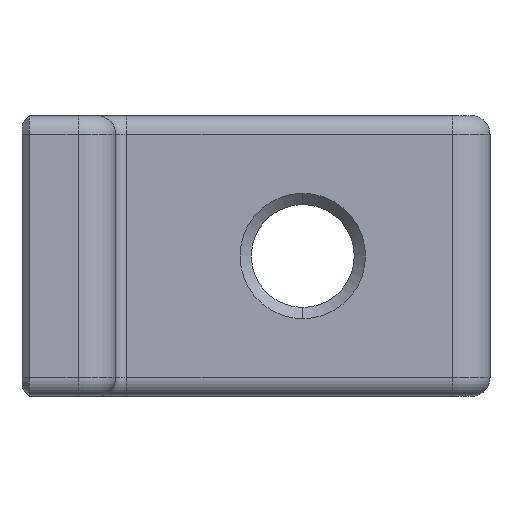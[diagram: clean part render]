
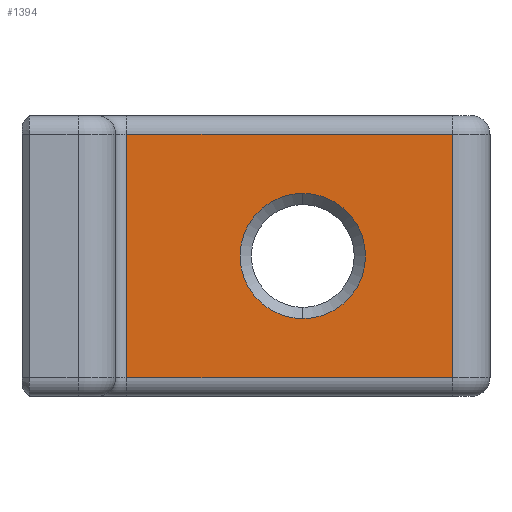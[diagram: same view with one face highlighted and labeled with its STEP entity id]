
A CAD part, left-side view. The second image highlights one B-rep face of the part: STEP entity #1394.
In plain terms, the highlighted planar face has unit normal (-1, 0, 0).
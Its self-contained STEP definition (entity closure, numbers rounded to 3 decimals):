
#60 = DIRECTION ( 'NONE',  ( 1., 0., 0. ) ) ;
#92 = CARTESIAN_POINT ( 'NONE',  ( -32.5, 0., 28.116 ) ) ;
#122 = FACE_OUTER_BOUND ( 'NONE', #2736, .T. ) ;
#136 = DIRECTION ( 'NONE',  ( 0., 0., 1. ) ) ;
#163 = ORIENTED_EDGE ( 'NONE', *, *, #1719, .T. ) ;
#173 = CARTESIAN_POINT ( 'NONE',  ( -32.5, -10., 0. ) ) ;
#295 = ORIENTED_EDGE ( 'NONE', *, *, #2798, .T. ) ;
#361 = CARTESIAN_POINT ( 'NONE',  ( -32.5, -18., -6.5 ) ) ;
#370 = PLANE ( 'NONE',  #2716 ) ;
#587 = EDGE_CURVE ( 'NONE', #2551, #2981, #3007, .T. ) ;
#699 = EDGE_CURVE ( 'NONE', #1117, #2551, #2793, .T. ) ;
#751 = VERTEX_POINT ( 'NONE', #1893 ) ;
#796 = AXIS2_PLACEMENT_3D ( 'NONE', #2665, #60, #1971 ) ;
#848 = CIRCLE ( 'NONE', #796, 3.35 ) ;
#874 = DIRECTION ( 'NONE',  ( 0., 1., 0. ) ) ;
#907 = CARTESIAN_POINT ( 'NONE',  ( -32.5, -0.6, 6.5 ) ) ;
#1095 = ORIENTED_EDGE ( 'NONE', *, *, #2402, .T. ) ;
#1117 = VERTEX_POINT ( 'NONE', #361 ) ;
#1137 = DIRECTION ( 'NONE',  ( 1., 0., 0. ) ) ;
#1162 = CARTESIAN_POINT ( 'NONE',  ( -32.5, -0.6, 28.116 ) ) ;
#1181 = DIRECTION ( 'NONE',  ( 0., 0., 1. ) ) ;
#1350 = CIRCLE ( 'NONE', #1696, 3.35 ) ;
#1379 = ORIENTED_EDGE ( 'NONE', *, *, #2133, .T. ) ;
#1391 = VERTEX_POINT ( 'NONE', #2509 ) ;
#1394 = ADVANCED_FACE ( 'NONE', ( #2014, #122 ), #370, .T. ) ;
#1396 = VERTEX_POINT ( 'NONE', #2423 ) ;
#1467 = ORIENTED_EDGE ( 'NONE', *, *, #587, .T. ) ;
#1647 = CARTESIAN_POINT ( 'NONE',  ( -32.5, -18., 28.116 ) ) ;
#1652 = CARTESIAN_POINT ( 'NONE',  ( -32.5, -18., -6.5 ) ) ;
#1696 = AXIS2_PLACEMENT_3D ( 'NONE', #173, #1137, #2054 ) ;
#1719 = EDGE_CURVE ( 'NONE', #2981, #1396, #3016, .T. ) ;
#1893 = CARTESIAN_POINT ( 'NONE',  ( -32.5, -10., 3.35 ) ) ;
#1933 = VECTOR ( 'NONE', #1181, 1000. ) ;
#1971 = DIRECTION ( 'NONE',  ( 0., 0., 1. ) ) ;
#2014 = FACE_BOUND ( 'NONE', #2158, .T. ) ;
#2046 = VECTOR ( 'NONE', #2594, 1000. ) ;
#2048 = CARTESIAN_POINT ( 'NONE',  ( -32.5, -0.6, 6.5 ) ) ;
#2054 = DIRECTION ( 'NONE',  ( 0., 0., 1. ) ) ;
#2063 = ORIENTED_EDGE ( 'NONE', *, *, #699, .T. ) ;
#2105 = DIRECTION ( 'NONE',  ( 0., 0., -1. ) ) ;
#2133 = EDGE_CURVE ( 'NONE', #1391, #751, #1350, .T. ) ;
#2158 = EDGE_LOOP ( 'NONE', ( #1095, #1379 ) ) ;
#2180 = VECTOR ( 'NONE', #874, 1000. ) ;
#2402 = EDGE_CURVE ( 'NONE', #751, #1391, #848, .T. ) ;
#2423 = CARTESIAN_POINT ( 'NONE',  ( -32.5, -0.6, -6.5 ) ) ;
#2509 = CARTESIAN_POINT ( 'NONE',  ( -32.5, -10., -3.35 ) ) ;
#2551 = VERTEX_POINT ( 'NONE', #2759 ) ;
#2594 = DIRECTION ( 'NONE',  ( 0., -1., 0. ) ) ;
#2665 = CARTESIAN_POINT ( 'NONE',  ( -32.5, -10., 0. ) ) ;
#2716 = AXIS2_PLACEMENT_3D ( 'NONE', #92, #2884, #136 ) ;
#2736 = EDGE_LOOP ( 'NONE', ( #2063, #1467, #163, #295 ) ) ;
#2759 = CARTESIAN_POINT ( 'NONE',  ( -32.5, -18., 6.5 ) ) ;
#2793 = LINE ( 'NONE', #1647, #1933 ) ;
#2798 = EDGE_CURVE ( 'NONE', #1396, #1117, #2814, .T. ) ;
#2814 = LINE ( 'NONE', #1652, #2046 ) ;
#2884 = DIRECTION ( 'NONE',  ( -1., 0., 0. ) ) ;
#2914 = VECTOR ( 'NONE', #2105, 1000. ) ;
#2981 = VERTEX_POINT ( 'NONE', #2048 ) ;
#3007 = LINE ( 'NONE', #907, #2180 ) ;
#3016 = LINE ( 'NONE', #1162, #2914 ) ;
